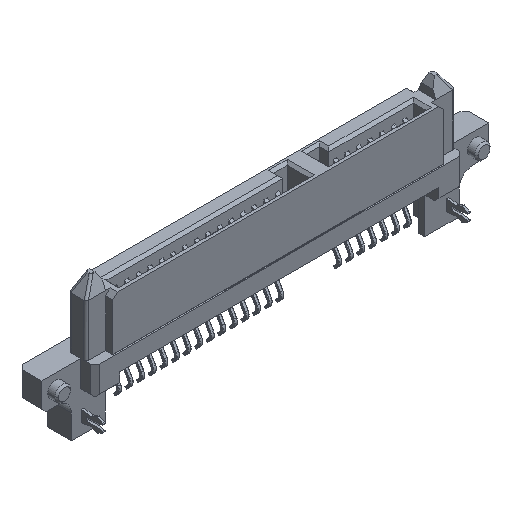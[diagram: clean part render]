
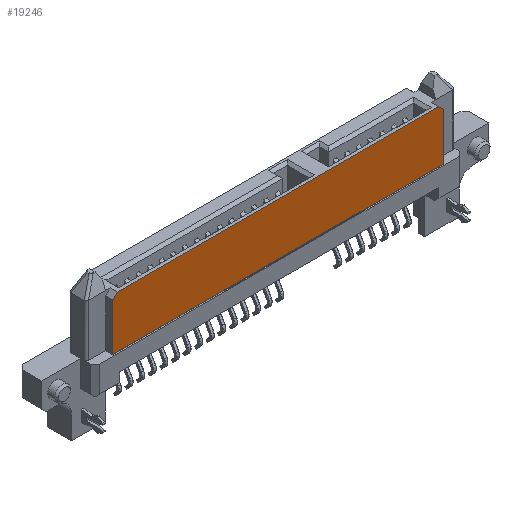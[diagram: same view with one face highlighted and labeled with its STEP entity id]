
A CAD part, isometric view. The second image highlights one B-rep face of the part: STEP entity #19246.
In plain terms, the highlighted planar face has unit normal (0, -1, 0).
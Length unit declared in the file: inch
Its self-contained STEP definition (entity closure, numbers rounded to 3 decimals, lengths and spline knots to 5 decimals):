
#835=DIRECTION('',(0.707,0.,-0.707));
#836=VECTOR('',#835,0.02784);
#837=CARTESIAN_POINT('',(0.69272,-0.0689,0.));
#838=LINE('11297',#837,#836);
#839=DIRECTION('',(0.,0.,-1.));
#840=VECTOR('',#839,0.20433);
#841=CARTESIAN_POINT('',(0.7124,-0.0689,
-0.01969));
#842=LINE('11295',#841,#840);
#843=DIRECTION('',(0.707,0.,0.707));
#844=VECTOR('',#843,0.02784);
#845=CARTESIAN_POINT('',(-0.7124,-0.0689,
-0.01969));
#846=LINE('11299',#845,#844);
#851=DIRECTION('',(1.,0.,0.));
#852=VECTOR('',#851,1.4248);
#853=CARTESIAN_POINT('',(-0.7124,-0.0689,
-0.22402));
#854=LINE('11298',#853,#852);
#859=DIRECTION('',(0.,0.,-1.));
#860=VECTOR('',#859,0.20433);
#861=CARTESIAN_POINT('',(-0.7124,-0.0689,
-0.01969));
#862=LINE('11303',#861,#860);
#1215=DIRECTION('',(-1.,0.,0.));
#1216=VECTOR('',#1215,1.38543);
#1217=CARTESIAN_POINT('',(0.69272,-0.0689,0.));
#1218=LINE('11376',#1217,#1216);
#15082=CARTESIAN_POINT('',(0.7124,-0.0689,
-0.01969));
#15084=VERTEX_POINT('',#15082);
#15085=CARTESIAN_POINT('',(0.7124,-0.0689,
-0.22402));
#15086=VERTEX_POINT('',#15085);
#15089=CARTESIAN_POINT('',(0.69272,-0.0689,0.));
#15090=VERTEX_POINT('',#15089);
#15091=CARTESIAN_POINT('',(-0.7124,-0.0689,
-0.22402));
#15092=VERTEX_POINT('',#15091);
#15093=CARTESIAN_POINT('',(-0.7124,-0.0689,
-0.01969));
#15094=CARTESIAN_POINT('',(-0.69272,-0.0689,0.));
#15095=VERTEX_POINT('',#15093);
#15096=VERTEX_POINT('',#15094);
#19229=CARTESIAN_POINT('',(0.,-0.0689,-0.11201));
#19230=DIRECTION('',(0.,1.,0.));
#19231=DIRECTION('',(-1.,0.,0.));
#19232=AXIS2_PLACEMENT_3D('',#19229,#19230,#19231);
#19233=PLANE('14041',#19232);
#19234=ORIENTED_EDGE('11297',*,*,#19221,.T.);
#19235=ORIENTED_EDGE('11295',*,*,#19210,.T.);
#19237=ORIENTED_EDGE('11298',*,*,#19236,.F.);
#19239=ORIENTED_EDGE('11303',*,*,#19238,.F.);
#19241=ORIENTED_EDGE('11299',*,*,#19240,.T.);
#19243=ORIENTED_EDGE('11376',*,*,#19242,.F.);
#19244=EDGE_LOOP('14041',(#19234,#19235,#19237,#19239,#19241,#19243));
#19245=FACE_OUTER_BOUND('14041',#19244,.F.);
#19246=ADVANCED_FACE('14041',(#19245),#19233,.F.);
#19210=EDGE_CURVE('11295',#15084,#15086,#842,.T.);
#19221=EDGE_CURVE('11297',#15090,#15084,#838,.T.);
#19236=EDGE_CURVE('11298',#15092,#15086,#854,.T.);
#19238=EDGE_CURVE('11303',#15095,#15092,#862,.T.);
#19240=EDGE_CURVE('11299',#15095,#15096,#846,.T.);
#19242=EDGE_CURVE('11376',#15090,#15096,#1218,.T.);
